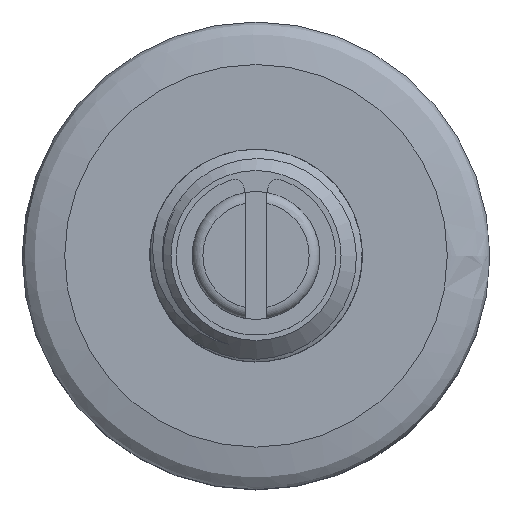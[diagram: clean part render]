
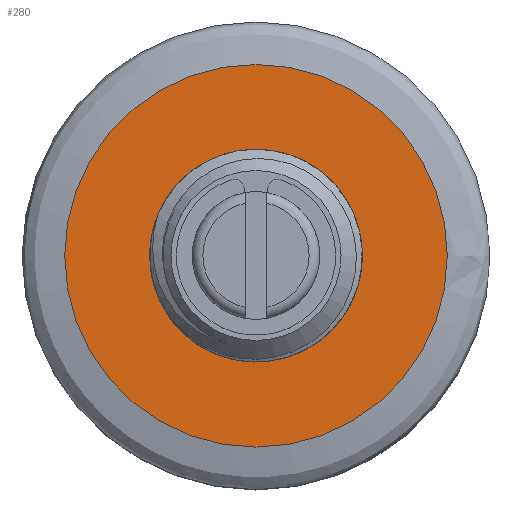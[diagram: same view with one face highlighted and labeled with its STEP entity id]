
A CAD part, top view. The second image highlights one B-rep face of the part: STEP entity #280.
In plain terms, the highlighted planar face has unit normal (0, 0, 1).
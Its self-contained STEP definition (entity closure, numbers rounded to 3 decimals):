
#280=ADVANCED_FACE('',(#2652,#2654),#2656,.T.);
#2652=FACE_BOUND('',#2653,.T.);
#2653=EDGE_LOOP('',(#3367));
#2654=FACE_BOUND('',#2655,.T.);
#2655=EDGE_LOOP('',(#3368,#3369));
#2656=PLANE('',#2657);
#2657=AXIS2_PLACEMENT_3D('',#2658,#2659,#2660);
#2658=CARTESIAN_POINT('',(0.,0.,0.));
#2659=DIRECTION('',(0.,0.,1.));
#2660=DIRECTION('',(1.,0.,0.));
#3367=ORIENTED_EDGE('',*,*,#3604,.T.);
#3368=ORIENTED_EDGE('',*,*,#3605,.F.);
#3369=ORIENTED_EDGE('',*,*,#3606,.F.);
#3604=EDGE_CURVE('',#3778,#3778,#3779,.T.);
#3605=EDGE_CURVE('',#3780,#3781,#3782,.T.);
#3606=EDGE_CURVE('',#3781,#3780,#3783,.T.);
#3778=VERTEX_POINT('',#5529);
#3779=CIRCLE('',#5530,9.);
#3780=VERTEX_POINT('',#5534);
#3781=VERTEX_POINT('',#5535);
#3782=CIRCLE('',#5536,5.);
#3783=CIRCLE('',#5540,5.);
#5529=CARTESIAN_POINT('',(9.,0.,0.));
#5530=AXIS2_PLACEMENT_3D('',#5531,#5532,#5533);
#5531=CARTESIAN_POINT('',(0.,0.,0.));
#5532=DIRECTION('',(0.,0.,1.));
#5533=DIRECTION('',(1.,0.,0.));
#5534=CARTESIAN_POINT('',(2.138,-4.52,0.));
#5535=CARTESIAN_POINT('',(5.,0.,0.));
#5536=AXIS2_PLACEMENT_3D('',#5537,#5538,#5539);
#5537=CARTESIAN_POINT('',(0.,0.,0.));
#5538=DIRECTION('',(0.,0.,1.));
#5539=DIRECTION('',(0.428,-0.904,0.));
#5540=AXIS2_PLACEMENT_3D('',#5541,#5542,#5543);
#5541=CARTESIAN_POINT('',(0.,0.,0.));
#5542=DIRECTION('',(0.,0.,1.));
#5543=DIRECTION('',(1.,0.,0.));
